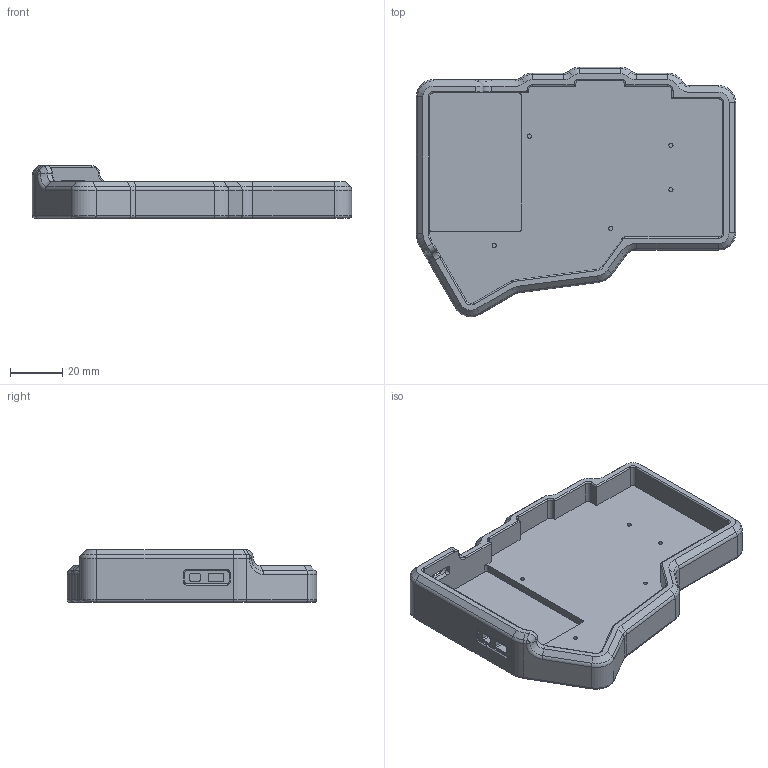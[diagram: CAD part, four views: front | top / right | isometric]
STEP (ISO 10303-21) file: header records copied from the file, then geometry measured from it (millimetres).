
FILE_DESCRIPTION(/* description */ (''),/* implementation_level */ '2;1');
FILE_NAME(/* name */ 'rightStandardFlat.step',/* time_stamp */ '2023-07-31T11:50:45-04:00',/* author */ (''),/* organization */ (''),/* preprocessor_version */ 'ST-DEVELOPER v20',/* originating_system */ 'Autodesk Translation Framework v12.9.0.99',/* authorisation */ '');
FILE_SCHEMA (('AUTOMOTIVE_DESIGN { 1 0 10303 214 3 1 1 }'));
Length unit declared in the file: millimetre
Products named in the file (1): leftStandardFlat
Bounding box: 121.8 x 95.17 x 20 mm (x, y, z)
Volume: 57658.4 mm3; surface area: 28269.9 mm2
Topology: 1 solids, 1 shells, 304 faces, 711 edges, 418 vertices
Faces by surface type: cylinder 112, plane 104, torus 49, cone 36, bspline 3
Full cylindrical faces by diameter (mm): 1.6 x5
Entity records: 8741 total; most frequent: DIRECTION 1619, CARTESIAN_POINT 1570, ORIENTED_EDGE 1418, EDGE_CURVE 709, AXIS2_PLACEMENT_3D 614, VERTEX_POINT 418, LINE 391, VECTOR 391
